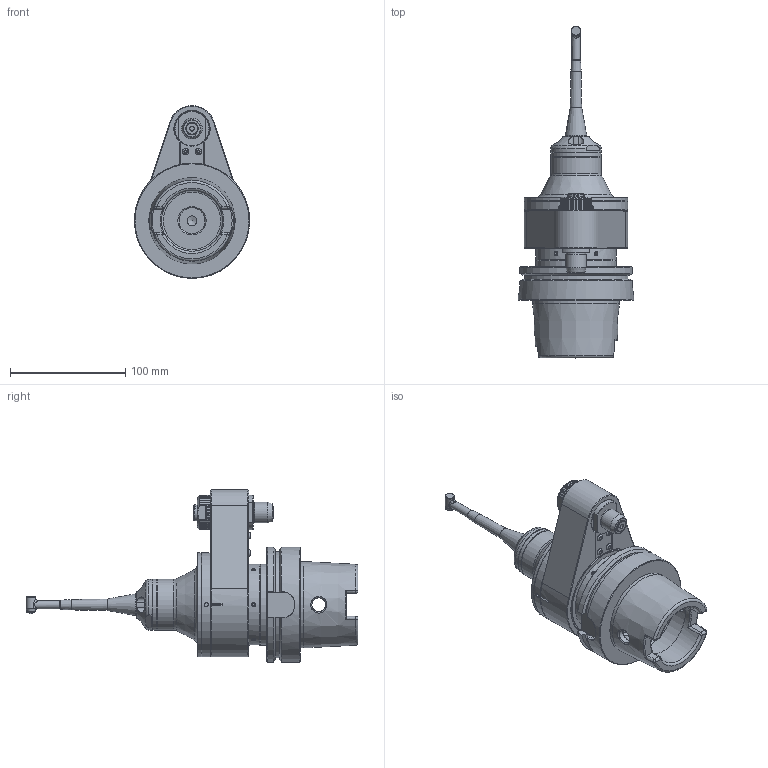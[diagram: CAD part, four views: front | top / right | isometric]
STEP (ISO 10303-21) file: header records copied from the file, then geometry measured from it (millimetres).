
FILE_DESCRIPTION(/* description */ (''),/* implementation_level */ '2;1');
FILE_NAME(/* name */ '9.GM9.3.300S-17H100.stp',/* time_stamp */ '2025-05-22T10:28:34-04:00',/* author */ ('jkrenzer'),/* organization */ (''),/* preprocessor_version */ 'ST-DEVELOPER v18.1',/* originating_system */ 'Autodesk Inventor 2022',/* authorisation */ '');
FILE_SCHEMA (('AUTOMOTIVE_DESIGN { 1 0 10303 214 3 1 1 }'));
Products named in the file (2): 9.GM9.3.300S-17H100; 9.GM9.3.300S-17H100_1
Assembly tree (1 placements, depth 2):
  9.GM9.3.300S-17H100
    9.GM9.3.300S-17H100_1
Bounding box: 100 x 288.1 x 149.93 mm (x, y, z)
Volume: 702422.6 mm3; surface area: 139839.9 mm2
Topology: 2 solids, 5 shells, 916 faces, 2373 edges, 1518 vertices
Faces by surface type: plane 445, cylinder 218, cone 160, bspline 50, torus 35, sphere 8
Full cylindrical faces by diameter (mm): 1.6 x1, 3.3 x1, 4 x7, 4.2 x3, 4.8 x1, 5 x3, 5.5 x1, 5.7 x4, 6 x2, 6.5 x1, 7 x8, 8.5 x3, 9 x1, 9.2 x1, 10 x7, 10.5 x2, 11 x1, 12 x4, 12.8 x1, 13 x2, 14 x2, 15.2 x1, 16 x1, 17 x2, 17.5 x1, 18 x3, 18.9 x1, 19 x1, 22.5 x1, 24 x2
Entity records: 40947 total; most frequent: CARTESIAN_POINT 18462, ORIENTED_EDGE 4732, DIRECTION 4676, EDGE_CURVE 2366, AXIS2_PLACEMENT_3D 1771, VERTEX_POINT 1518, LINE 1134, VECTOR 1134
